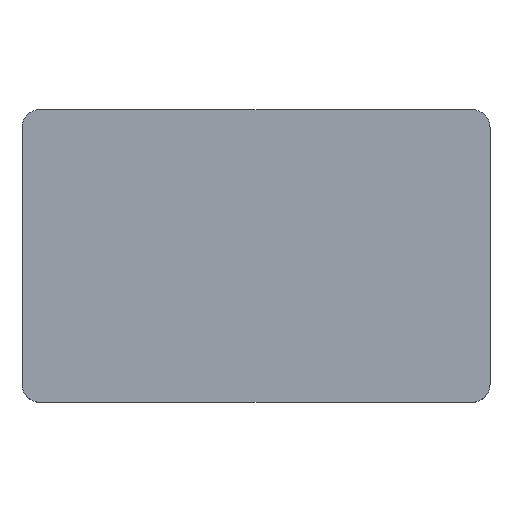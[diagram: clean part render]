
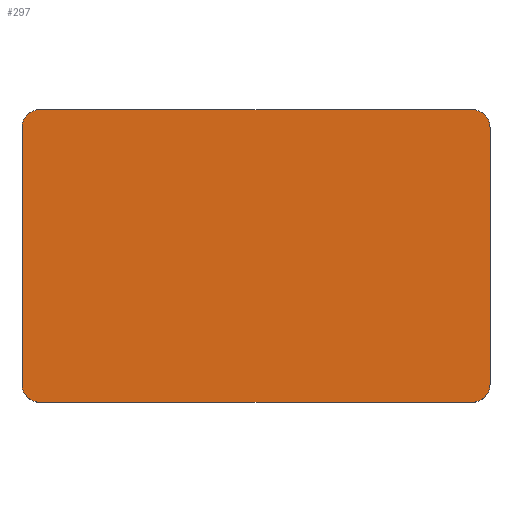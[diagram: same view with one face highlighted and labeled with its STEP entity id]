
A CAD part, top view. The second image highlights one B-rep face of the part: STEP entity #297.
In plain terms, the highlighted planar face has unit normal (0, 0, 1).
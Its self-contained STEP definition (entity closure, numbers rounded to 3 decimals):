
#62 = EDGE_CURVE ( 'NONE', #107, #506, #1111, .T. ) ;
#90 = CARTESIAN_POINT ( 'NONE',  ( -40., -73.521, 8. ) ) ;
#107 = VERTEX_POINT ( 'NONE', #1487 ) ;
#124 = ORIENTED_EDGE ( 'NONE', *, *, #1537, .T. ) ;
#141 = AXIS2_PLACEMENT_3D ( 'NONE', #483, #1375, #609 ) ;
#169 = AXIS2_PLACEMENT_3D ( 'NONE', #1410, #1393, #1399 ) ;
#186 = EDGE_CURVE ( 'NONE', #1114, #1129, #300, .T. ) ;
#196 = CARTESIAN_POINT ( 'NONE',  ( -40., 22., 8. ) ) ;
#204 = ORIENTED_EDGE ( 'NONE', *, *, #988, .T. ) ;
#251 = CARTESIAN_POINT ( 'NONE',  ( -40., -22., 8. ) ) ;
#297 = ADVANCED_FACE ( 'NONE', ( #1507 ), #684, .T. ) ;
#300 = CIRCLE ( 'NONE', #596, 3. ) ;
#309 = ORIENTED_EDGE ( 'NONE', *, *, #495, .T. ) ;
#318 = ORIENTED_EDGE ( 'NONE', *, *, #528, .T. ) ;
#329 = VERTEX_POINT ( 'NONE', #473 ) ;
#347 = DIRECTION ( 'NONE',  ( 0., 0., 1. ) ) ;
#350 = DIRECTION ( 'NONE',  ( 1., 0., 0. ) ) ;
#381 = LINE ( 'NONE', #1562, #685 ) ;
#455 = DIRECTION ( 'NONE',  ( 0., 0., 1. ) ) ;
#461 = CARTESIAN_POINT ( 'NONE',  ( -37., -22., 8. ) ) ;
#473 = CARTESIAN_POINT ( 'NONE',  ( -37., 25., 8. ) ) ;
#483 = CARTESIAN_POINT ( 'NONE',  ( -37., 22., 8. ) ) ;
#495 = EDGE_CURVE ( 'NONE', #1080, #1472, #1209, .T. ) ;
#506 = VERTEX_POINT ( 'NONE', #929 ) ;
#515 = LINE ( 'NONE', #1320, #821 ) ;
#528 = EDGE_CURVE ( 'NONE', #1129, #1080, #515, .T. ) ;
#529 = DIRECTION ( 'NONE',  ( 0., 1., 0. ) ) ;
#548 = DIRECTION ( 'NONE',  ( 1., 0., 0. ) ) ;
#554 = CIRCLE ( 'NONE', #141, 3. ) ;
#556 = DIRECTION ( 'NONE',  ( 0., 0., 1. ) ) ;
#560 = EDGE_CURVE ( 'NONE', #753, #1114, #1467, .T. ) ;
#596 = AXIS2_PLACEMENT_3D ( 'NONE', #461, #455, #350 ) ;
#609 = DIRECTION ( 'NONE',  ( -1., 0., 0. ) ) ;
#684 = PLANE ( 'NONE',  #1416 ) ;
#685 = VECTOR ( 'NONE', #529, 1000. ) ;
#687 = DIRECTION ( 'NONE',  ( 0., -1., 0. ) ) ;
#696 = CARTESIAN_POINT ( 'NONE',  ( 0., -73.521, 8. ) ) ;
#700 = AXIS2_PLACEMENT_3D ( 'NONE', #1644, #347, #1023 ) ;
#739 = VECTOR ( 'NONE', #687, 1000. ) ;
#753 = VERTEX_POINT ( 'NONE', #196 ) ;
#821 = VECTOR ( 'NONE', #983, 1000. ) ;
#894 = CARTESIAN_POINT ( 'NONE',  ( 37., -25., 8. ) ) ;
#896 = ORIENTED_EDGE ( 'NONE', *, *, #1268, .T. ) ;
#929 = CARTESIAN_POINT ( 'NONE',  ( 37., 25., 8. ) ) ;
#960 = EDGE_LOOP ( 'NONE', ( #1099, #1510, #318, #309, #124, #1131, #896, #204 ) ) ;
#983 = DIRECTION ( 'NONE',  ( 1., 0., 0. ) ) ;
#988 = EDGE_CURVE ( 'NONE', #329, #753, #554, .T. ) ;
#1016 = VECTOR ( 'NONE', #1325, 1000. ) ;
#1023 = DIRECTION ( 'NONE',  ( -1., 0., 0. ) ) ;
#1080 = VERTEX_POINT ( 'NONE', #894 ) ;
#1099 = ORIENTED_EDGE ( 'NONE', *, *, #560, .T. ) ;
#1111 = CIRCLE ( 'NONE', #169, 3. ) ;
#1114 = VERTEX_POINT ( 'NONE', #251 ) ;
#1129 = VERTEX_POINT ( 'NONE', #1407 ) ;
#1131 = ORIENTED_EDGE ( 'NONE', *, *, #62, .T. ) ;
#1166 = CARTESIAN_POINT ( 'NONE',  ( 40., -22., 8. ) ) ;
#1209 = CIRCLE ( 'NONE', #700, 3. ) ;
#1268 = EDGE_CURVE ( 'NONE', #506, #329, #1347, .T. ) ;
#1320 = CARTESIAN_POINT ( 'NONE',  ( 0., -25., 8. ) ) ;
#1325 = DIRECTION ( 'NONE',  ( -1., 0., 0. ) ) ;
#1347 = LINE ( 'NONE', #1461, #1016 ) ;
#1375 = DIRECTION ( 'NONE',  ( 0., 0., 1. ) ) ;
#1393 = DIRECTION ( 'NONE',  ( 0., 0., 1. ) ) ;
#1399 = DIRECTION ( 'NONE',  ( 1., 0., 0. ) ) ;
#1407 = CARTESIAN_POINT ( 'NONE',  ( -37., -25., 8. ) ) ;
#1410 = CARTESIAN_POINT ( 'NONE',  ( 37., 22., 8. ) ) ;
#1416 = AXIS2_PLACEMENT_3D ( 'NONE', #696, #556, #548 ) ;
#1461 = CARTESIAN_POINT ( 'NONE',  ( 0., 25., 8. ) ) ;
#1467 = LINE ( 'NONE', #90, #739 ) ;
#1472 = VERTEX_POINT ( 'NONE', #1166 ) ;
#1487 = CARTESIAN_POINT ( 'NONE',  ( 40., 22., 8. ) ) ;
#1507 = FACE_OUTER_BOUND ( 'NONE', #960, .T. ) ;
#1510 = ORIENTED_EDGE ( 'NONE', *, *, #186, .T. ) ;
#1537 = EDGE_CURVE ( 'NONE', #1472, #107, #381, .T. ) ;
#1562 = CARTESIAN_POINT ( 'NONE',  ( 40., -73.521, 8. ) ) ;
#1644 = CARTESIAN_POINT ( 'NONE',  ( 37., -22., 8. ) ) ;
